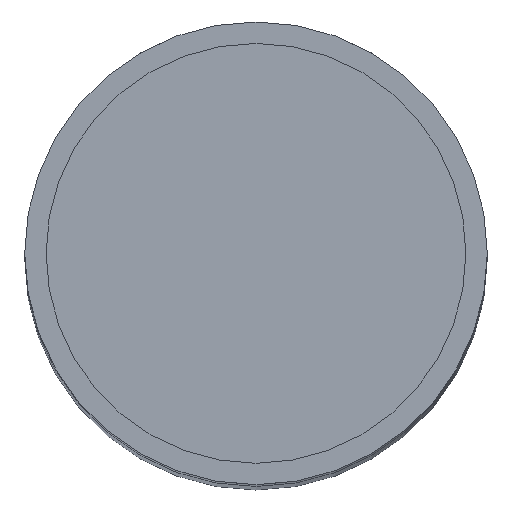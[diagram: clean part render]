
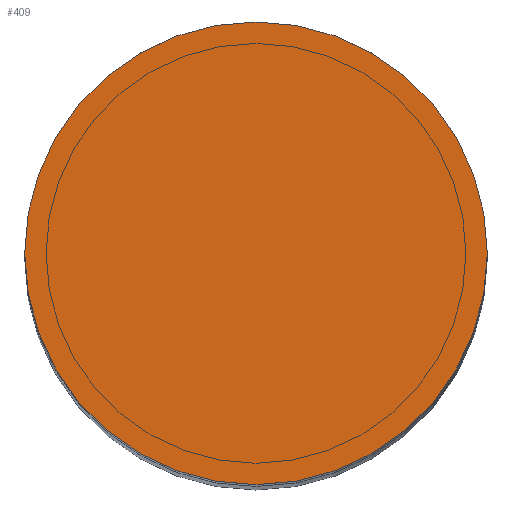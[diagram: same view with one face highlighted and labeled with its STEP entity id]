
A CAD part, top view. The second image highlights one B-rep face of the part: STEP entity #409.
In plain terms, the highlighted planar face has unit normal (0, 0, 1).
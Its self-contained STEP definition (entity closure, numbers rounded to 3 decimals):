
#69=PLANE('',#499);
#106=FACE_OUTER_BOUND('',#148,.T.);
#148=EDGE_LOOP('',(#358));
#204=CIRCLE('',#497,21.614);
#232=VERTEX_POINT('',#757);
#273=EDGE_CURVE('',#232,#232,#204,.T.);
#358=ORIENTED_EDGE('',*,*,#273,.T.);
#409=ADVANCED_FACE('',(#106),#69,.T.);
#497=AXIS2_PLACEMENT_3D('',#758,#642,#643);
#499=AXIS2_PLACEMENT_3D('',#762,#647,#648);
#642=DIRECTION('center_axis',(0.,0.,1.));
#643=DIRECTION('ref_axis',(-1.,0.,0.));
#647=DIRECTION('center_axis',(0.,0.,1.));
#648=DIRECTION('ref_axis',(-1.,0.,0.));
#757=CARTESIAN_POINT('',(21.614,0.,-135.5));
#758=CARTESIAN_POINT('Origin',(0.,0.,-135.5));
#762=CARTESIAN_POINT('Origin',(0.,0.,-135.5));
